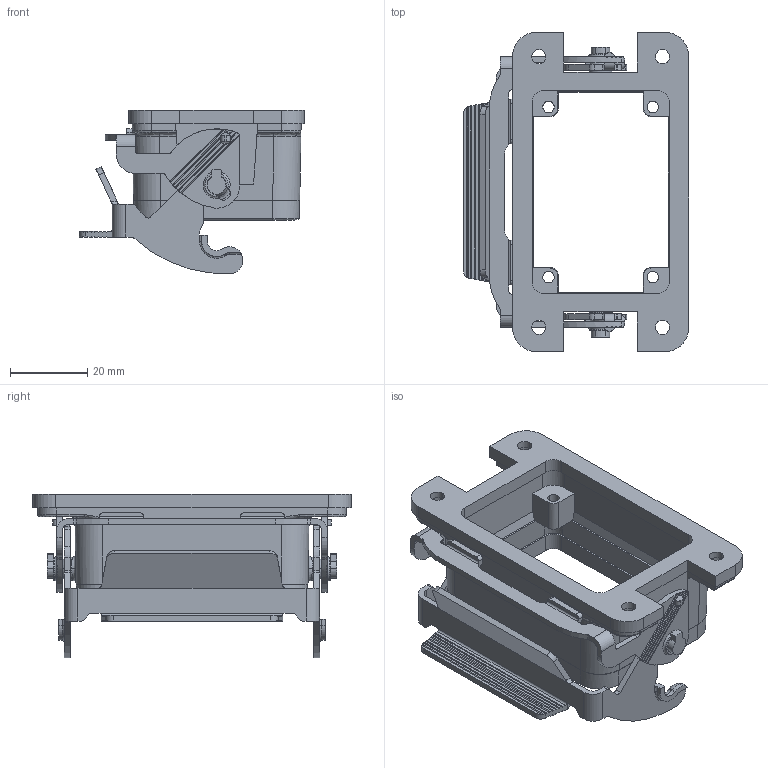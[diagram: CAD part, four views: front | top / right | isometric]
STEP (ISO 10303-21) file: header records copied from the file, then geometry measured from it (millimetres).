
FILE_DESCRIPTION(('Creo Elements/Direct Modeling STEP Export'),'2;1');
FILE_NAME('37jbk2e5kpmr8lt3044','2022-09-19T13:45:05',(''),(''),'Creo Elements/Direct Modeling STEP processor for AP214 (Solid Model)','Creo Elements/Direct Modeling 20.1B 02-Apr-2019 (C) Parametric Technology GmbH','');
FILE_SCHEMA(('AUTOMOTIVE_DESIGN { 1 0 10303 214 1 1 1 1 }'));
Length unit declared in the file: millimetre
Products named in the file (2): CVIR 06 L
Assembly tree (1 placements, depth 2):
  CVIR 06 L
    CVIR 06 L
Bounding box: 58.25 x 82.5 x 42.27 mm (x, y, z)
Volume: 28333.3 mm3; surface area: 26018.4 mm2
Topology: 1 solids, 3 shells, 646 faces, 1816 edges, 1175 vertices
Faces by surface type: plane 341, cylinder 235, bspline 26, cone 16, torus 16, extrusion 12
Entity records: 31041 total; most frequent: CARTESIAN_POINT 9579, ORIENTED_EDGE 3632, DIRECTION 3193, EDGE_CURVE 1816, VERTEX_POINT 1175, AXIS2_PLACEMENT_3D 1074, VECTOR 1045, LINE 1037
